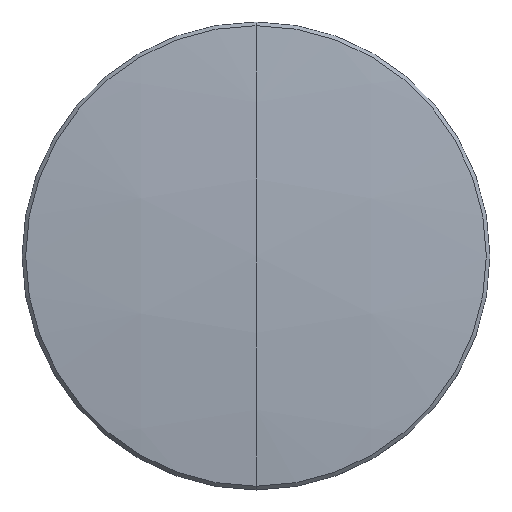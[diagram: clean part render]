
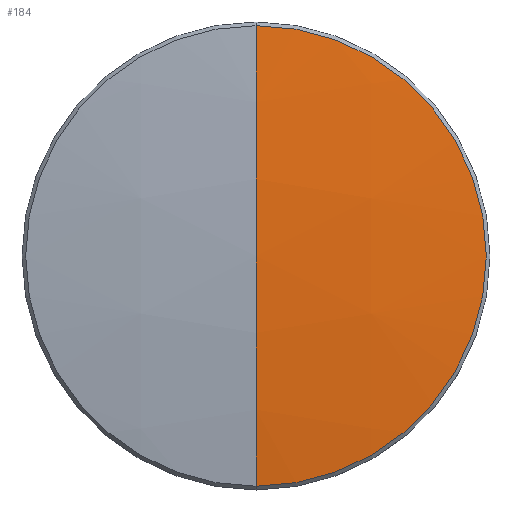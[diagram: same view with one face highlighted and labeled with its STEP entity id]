
A CAD part, top view. The second image highlights one B-rep face of the part: STEP entity #184.
In plain terms, the highlighted spherical face has radius 105.2 mm.
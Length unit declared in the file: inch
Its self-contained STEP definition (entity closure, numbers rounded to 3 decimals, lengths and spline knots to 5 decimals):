
#14 = CARTESIAN_POINT ( 'NONE',  ( 0., 0., -4.06299 ) ) ;
#17 = DIRECTION ( 'NONE',  ( 1., 0., 0. ) ) ;
#18 = DIRECTION ( 'NONE',  ( 0., 1., 0. ) ) ;
#32 = CARTESIAN_POINT ( 'NONE',  ( 0., 0.49213, 0.0494 ) ) ;
#36 = CARTESIAN_POINT ( 'NONE',  ( 0., -0.49213, 0.0494 ) ) ;
#38 = CARTESIAN_POINT ( 'NONE',  ( 0., 0., 0.07874 ) ) ;
#45 = CARTESIAN_POINT ( 'NONE',  ( 0., 0., -4.06299 ) ) ;
#46 = DIRECTION ( 'NONE',  ( 1., 0., 0. ) ) ;
#47 = DIRECTION ( 'NONE',  ( 0., 1., 0. ) ) ;
#79 = CARTESIAN_POINT ( 'NONE',  ( 0., 0., 0.0494 ) ) ;
#80 = DIRECTION ( 'NONE',  ( 0., 0., -1. ) ) ;
#81 = DIRECTION ( 'NONE',  ( 0., 1., 0. ) ) ;
#83 = CARTESIAN_POINT ( 'NONE',  ( 0., 0., -4.06299 ) ) ;
#84 = DIRECTION ( 'NONE',  ( -1., 0., 0. ) ) ;
#85 = DIRECTION ( 'NONE',  ( 0., 0., 1. ) ) ;
#113 = CIRCLE ( 'NONE', #299, 4.14173 ) ;
#184 = ADVANCED_FACE ( 'NONE', ( #198 ), #194, .T. ) ;
#194 = SPHERICAL_SURFACE ( 'NONE', #264, 4.14173 ) ;
#196 = ORIENTED_EDGE ( 'NONE', *, *, #284, .F. ) ;
#197 = ORIENTED_EDGE ( 'NONE', *, *, #270, .T. ) ;
#198 = FACE_OUTER_BOUND ( 'NONE', #231, .T. ) ;
#207 = CIRCLE ( 'NONE', #286, 0.49213 ) ;
#208 = CIRCLE ( 'NONE', #290, 4.14173 ) ;
#219 = VERTEX_POINT ( 'NONE', #32 ) ;
#223 = VERTEX_POINT ( 'NONE', #36 ) ;
#225 = VERTEX_POINT ( 'NONE', #38 ) ;
#230 = ORIENTED_EDGE ( 'NONE', *, *, #283, .F. ) ;
#231 = EDGE_LOOP ( 'NONE', ( #196, #197, #230 ) ) ;
#264 = AXIS2_PLACEMENT_3D ( 'NONE', #14, #17, #18 ) ;
#270 = EDGE_CURVE ( 'NONE', #225, #223, #113, .T. ) ;
#283 = EDGE_CURVE ( 'NONE', #219, #223, #207, .T. ) ;
#284 = EDGE_CURVE ( 'NONE', #225, #219, #208, .T. ) ;
#286 = AXIS2_PLACEMENT_3D ( 'NONE', #79, #80, #81 ) ;
#290 = AXIS2_PLACEMENT_3D ( 'NONE', #83, #84, #85 ) ;
#299 = AXIS2_PLACEMENT_3D ( 'NONE', #45, #46, #47 ) ;
